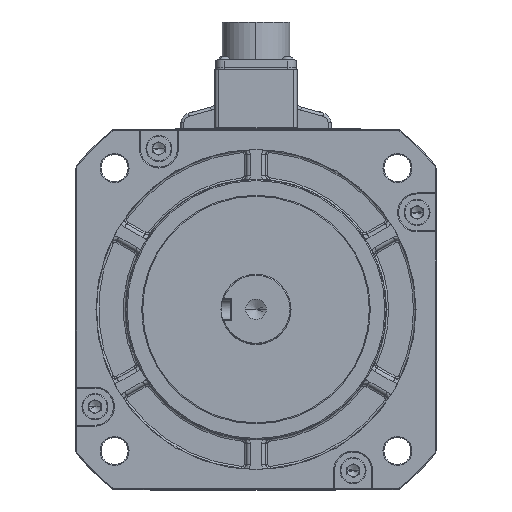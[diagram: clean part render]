
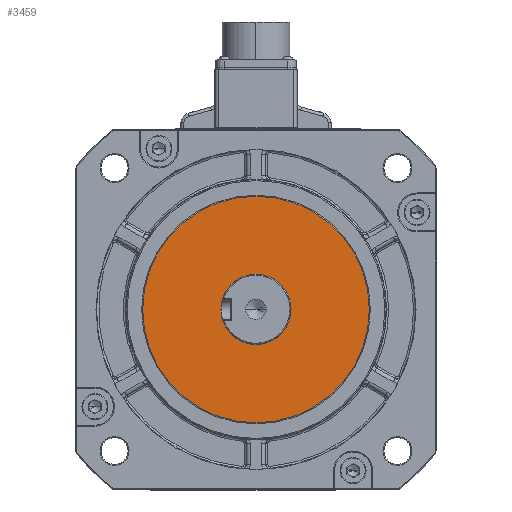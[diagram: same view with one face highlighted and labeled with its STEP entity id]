
A CAD part, top view. The second image highlights one B-rep face of the part: STEP entity #3459.
In plain terms, the highlighted planar face has unit normal (0, 0, 1).
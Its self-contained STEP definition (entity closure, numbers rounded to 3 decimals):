
#327 = VERTEX_POINT ( 'NONE', #69800 ) ;
#3459 = ADVANCED_FACE ( 'NONE', ( #65793, #59718 ), #93439, .T. ) ;
#4251 = EDGE_CURVE ( 'NONE', #327, #34472, #75979, .T. ) ;
#8774 = DIRECTION ( 'NONE',  ( 0., 1., 0. ) ) ;
#9023 = EDGE_LOOP ( 'NONE', ( #97912, #66098 ) ) ;
#15341 = ORIENTED_EDGE ( 'NONE', *, *, #4251, .T. ) ;
#16540 = DIRECTION ( 'NONE',  ( 0., 0., -1. ) ) ;
#17431 = AXIS2_PLACEMENT_3D ( 'NONE', #91585, #91943, #76139 ) ;
#17883 = CARTESIAN_POINT ( 'NONE',  ( 0., 0., 63.2 ) ) ;
#22398 = EDGE_CURVE ( 'NONE', #69747, #82798, #81158, .T. ) ;
#29081 = EDGE_LOOP ( 'NONE', ( #45847, #15341 ) ) ;
#33755 = DIRECTION ( 'NONE',  ( 1., 0., 0. ) ) ;
#34472 = VERTEX_POINT ( 'NONE', #61418 ) ;
#37279 = AXIS2_PLACEMENT_3D ( 'NONE', #45275, #69479, #45628 ) ;
#41144 = CARTESIAN_POINT ( 'NONE',  ( 0., -17.471, 63.2 ) ) ;
#42111 = AXIS2_PLACEMENT_3D ( 'NONE', #17883, #50611, #90324 ) ;
#45275 = CARTESIAN_POINT ( 'NONE',  ( 52.5, 0., 63.2 ) ) ;
#45628 = DIRECTION ( 'NONE',  ( 1., 0., 0. ) ) ;
#45847 = ORIENTED_EDGE ( 'NONE', *, *, #84874, .T. ) ;
#47163 = CARTESIAN_POINT ( 'NONE',  ( 0., 17.471, 63.2 ) ) ;
#50611 = DIRECTION ( 'NONE',  ( 0., 0., 1. ) ) ;
#54868 = AXIS2_PLACEMENT_3D ( 'NONE', #96761, #73880, #33755 ) ;
#59718 = FACE_OUTER_BOUND ( 'NONE', #29081, .T. ) ;
#61418 = CARTESIAN_POINT ( 'NONE',  ( -56.65, 0., 63.2 ) ) ;
#63817 = CIRCLE ( 'NONE', #42111, 56.65 ) ;
#65793 = FACE_BOUND ( 'NONE', #9023, .T. ) ;
#66098 = ORIENTED_EDGE ( 'NONE', *, *, #22398, .T. ) ;
#67772 = EDGE_CURVE ( 'NONE', #82798, #69747, #85186, .T. ) ;
#69479 = DIRECTION ( 'NONE',  ( 0., 0., 1. ) ) ;
#69747 = VERTEX_POINT ( 'NONE', #41144 ) ;
#69800 = CARTESIAN_POINT ( 'NONE',  ( 56.65, 0., 63.2 ) ) ;
#73880 = DIRECTION ( 'NONE',  ( 0., 0., 1. ) ) ;
#75979 = CIRCLE ( 'NONE', #54868, 56.65 ) ;
#76139 = DIRECTION ( 'NONE',  ( 0., 1., 0. ) ) ;
#81158 = CIRCLE ( 'NONE', #84296, 17.471 ) ;
#82798 = VERTEX_POINT ( 'NONE', #47163 ) ;
#84296 = AXIS2_PLACEMENT_3D ( 'NONE', #103758, #16540, #8774 ) ;
#84874 = EDGE_CURVE ( 'NONE', #34472, #327, #63817, .T. ) ;
#85186 = CIRCLE ( 'NONE', #17431, 17.471 ) ;
#90324 = DIRECTION ( 'NONE',  ( 1., 0., 0. ) ) ;
#91585 = CARTESIAN_POINT ( 'NONE',  ( 0., 0., 63.2 ) ) ;
#91943 = DIRECTION ( 'NONE',  ( 0., 0., -1. ) ) ;
#93439 = PLANE ( 'NONE',  #37279 ) ;
#96761 = CARTESIAN_POINT ( 'NONE',  ( 0., 0., 63.2 ) ) ;
#97912 = ORIENTED_EDGE ( 'NONE', *, *, #67772, .T. ) ;
#103758 = CARTESIAN_POINT ( 'NONE',  ( 0., 0., 63.2 ) ) ;
